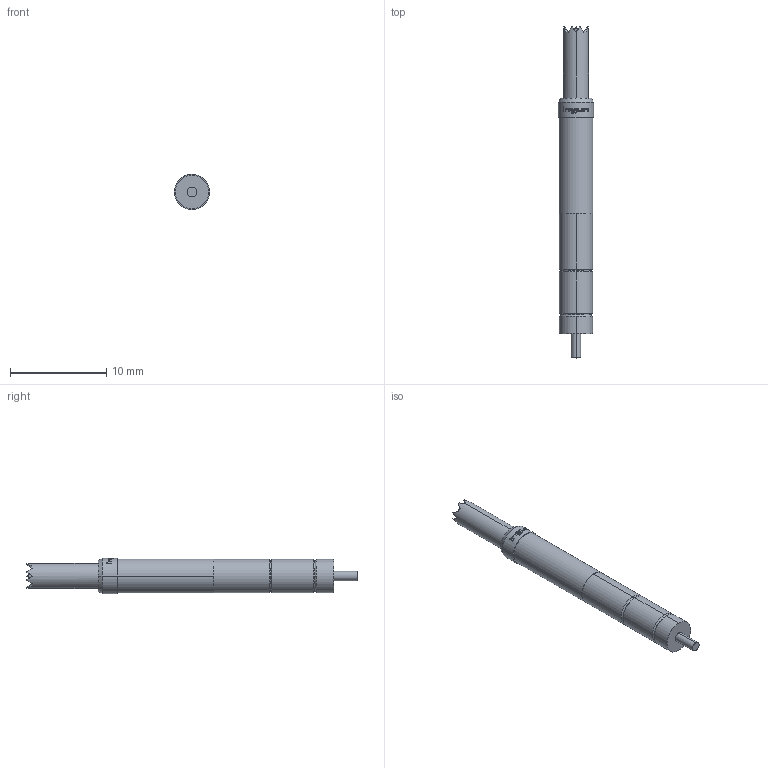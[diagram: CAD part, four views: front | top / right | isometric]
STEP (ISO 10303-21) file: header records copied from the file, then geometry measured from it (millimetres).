
FILE_DESCRIPTION (( 'STEP AP203' ), '1' );
FILE_NAME ('INGUN_HFS-110_306_115_A_xx06_B.STEP', '2025-01-23T13:43:53', ( '' ), ( '' ), 'SwSTEP 2.0', 'SolidWorks 2023', '' );
FILE_SCHEMA (( 'CONFIG_CONTROL_DESIGN' ));
Length unit declared in the file: millimetre
Products named in the file (1): INGUN_HFS-110_306_115_A_xx06_B
Bounding box: 3.65 x 34.5 x 3.65 mm (x, y, z)
Volume: 273.6 mm3; surface area: 366 mm2
Topology: 1 solids, 1 shells, 186 faces, 448 edges, 275 vertices
Faces by surface type: plane 130, cylinder 24, bspline 22, torus 8, cone 2
Entity records: 5631 total; most frequent: CARTESIAN_POINT 1668, ORIENTED_EDGE 896, DIRECTION 694, EDGE_CURVE 448, VERTEX_POINT 275, AXIS2_PLACEMENT_3D 253, EDGE_LOOP 197, LINE 188
